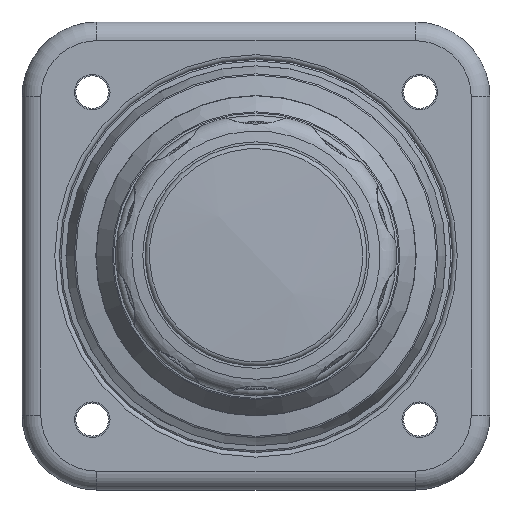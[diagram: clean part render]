
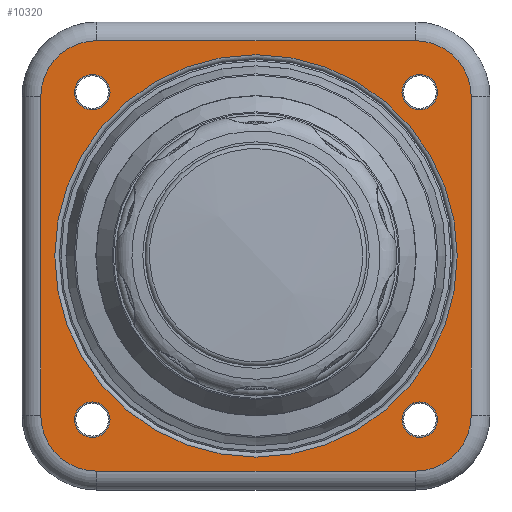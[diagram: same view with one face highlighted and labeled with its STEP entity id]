
A CAD part, top view. The second image highlights one B-rep face of the part: STEP entity #10320.
In plain terms, the highlighted planar face has unit normal (0, 0, 1).
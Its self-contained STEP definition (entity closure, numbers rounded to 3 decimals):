
#714=FACE_BOUND('',#1906,.T.);
#715=FACE_BOUND('',#1907,.T.);
#716=FACE_BOUND('',#1908,.T.);
#717=FACE_BOUND('',#1909,.T.);
#718=FACE_BOUND('',#1910,.T.);
#890=CIRCLE('',#10994,21.5);
#891=CIRCLE('',#10996,6.);
#892=CIRCLE('',#10997,6.);
#893=CIRCLE('',#10998,6.);
#894=CIRCLE('',#10999,6.);
#895=CIRCLE('',#11000,1.9);
#896=CIRCLE('',#11001,1.9);
#897=CIRCLE('',#11002,1.9);
#898=CIRCLE('',#11003,1.9);
#1283=FACE_OUTER_BOUND('',#1905,.T.);
#1905=EDGE_LOOP('',(#7555,#7556,#7557,#7558,#7559,#7560,#7561,#7562));
#1906=EDGE_LOOP('',(#7563));
#1907=EDGE_LOOP('',(#7564));
#1908=EDGE_LOOP('',(#7565));
#1909=EDGE_LOOP('',(#7566));
#1910=EDGE_LOOP('',(#7567));
#2783=LINE('',#15400,#3857);
#2784=LINE('',#15404,#3858);
#2785=LINE('',#15408,#3859);
#2786=LINE('',#15411,#3860);
#3857=VECTOR('',#12369,34.);
#3858=VECTOR('',#12372,34.);
#3859=VECTOR('',#12375,34.);
#3860=VECTOR('',#12378,34.);
#4961=VERTEX_POINT('',#15393);
#4962=VERTEX_POINT('',#15396);
#4963=VERTEX_POINT('',#15397);
#4964=VERTEX_POINT('',#15399);
#4965=VERTEX_POINT('',#15401);
#4966=VERTEX_POINT('',#15403);
#4967=VERTEX_POINT('',#15405);
#4968=VERTEX_POINT('',#15407);
#4969=VERTEX_POINT('',#15409);
#4970=VERTEX_POINT('',#15412);
#4971=VERTEX_POINT('',#15414);
#4972=VERTEX_POINT('',#15416);
#4973=VERTEX_POINT('',#15418);
#5966=EDGE_CURVE('',#4961,#4961,#890,.T.);
#5967=EDGE_CURVE('',#4962,#4963,#891,.T.);
#5968=EDGE_CURVE('',#4964,#4962,#2783,.T.);
#5969=EDGE_CURVE('',#4965,#4964,#892,.T.);
#5970=EDGE_CURVE('',#4966,#4965,#2784,.T.);
#5971=EDGE_CURVE('',#4967,#4966,#893,.T.);
#5972=EDGE_CURVE('',#4968,#4967,#2785,.T.);
#5973=EDGE_CURVE('',#4969,#4968,#894,.T.);
#5974=EDGE_CURVE('',#4963,#4969,#2786,.T.);
#5975=EDGE_CURVE('',#4970,#4970,#895,.T.);
#5976=EDGE_CURVE('',#4971,#4971,#896,.T.);
#5977=EDGE_CURVE('',#4972,#4972,#897,.T.);
#5978=EDGE_CURVE('',#4973,#4973,#898,.T.);
#7555=ORIENTED_EDGE('',*,*,#5967,.F.);
#7556=ORIENTED_EDGE('',*,*,#5968,.F.);
#7557=ORIENTED_EDGE('',*,*,#5969,.F.);
#7558=ORIENTED_EDGE('',*,*,#5970,.F.);
#7559=ORIENTED_EDGE('',*,*,#5971,.F.);
#7560=ORIENTED_EDGE('',*,*,#5972,.F.);
#7561=ORIENTED_EDGE('',*,*,#5973,.F.);
#7562=ORIENTED_EDGE('',*,*,#5974,.F.);
#7563=ORIENTED_EDGE('',*,*,#5975,.T.);
#7564=ORIENTED_EDGE('',*,*,#5976,.T.);
#7565=ORIENTED_EDGE('',*,*,#5977,.T.);
#7566=ORIENTED_EDGE('',*,*,#5978,.T.);
#7567=ORIENTED_EDGE('',*,*,#5966,.F.);
#9865=PLANE('',#10995);
#10320=ADVANCED_FACE('',(#1283,#714,#715,#716,#717,#718),#9865,.T.);
#10994=AXIS2_PLACEMENT_3D('',#15394,#12363,#12364);
#10995=AXIS2_PLACEMENT_3D('',#15395,#12365,#12366);
#10996=AXIS2_PLACEMENT_3D('',#15398,#12367,#12368);
#10997=AXIS2_PLACEMENT_3D('',#15402,#12370,#12371);
#10998=AXIS2_PLACEMENT_3D('',#15406,#12373,#12374);
#10999=AXIS2_PLACEMENT_3D('',#15410,#12376,#12377);
#11000=AXIS2_PLACEMENT_3D('',#15413,#12379,#12380);
#11001=AXIS2_PLACEMENT_3D('',#15415,#12381,#12382);
#11002=AXIS2_PLACEMENT_3D('',#15417,#12383,#12384);
#11003=AXIS2_PLACEMENT_3D('',#15419,#12385,#12386);
#12363=DIRECTION('center_axis',(0.,0.,1.));
#12364=DIRECTION('ref_axis',(1.,0.,0.));
#12365=DIRECTION('center_axis',(0.,0.,1.));
#12366=DIRECTION('ref_axis',(-1.,0.,0.));
#12367=DIRECTION('center_axis',(0.,0.,-1.));
#12368=DIRECTION('ref_axis',(-0.707,0.707,0.));
#12369=DIRECTION('',(0.,1.,0.));
#12370=DIRECTION('center_axis',(0.,0.,-1.));
#12371=DIRECTION('ref_axis',(-0.707,-0.707,0.));
#12372=DIRECTION('',(-1.,0.,0.));
#12373=DIRECTION('center_axis',(0.,0.,-1.));
#12374=DIRECTION('ref_axis',(0.707,-0.707,0.));
#12375=DIRECTION('',(0.,-1.,0.));
#12376=DIRECTION('center_axis',(0.,0.,-1.));
#12377=DIRECTION('ref_axis',(0.707,0.707,0.));
#12378=DIRECTION('',(1.,0.,0.));
#12379=DIRECTION('center_axis',(0.,0.,-1.));
#12380=DIRECTION('ref_axis',(0.,1.,0.));
#12381=DIRECTION('center_axis',(0.,0.,-1.));
#12382=DIRECTION('ref_axis',(1.,0.,0.));
#12383=DIRECTION('center_axis',(0.,0.,-1.));
#12384=DIRECTION('ref_axis',(0.,-1.,0.));
#12385=DIRECTION('center_axis',(0.,0.,-1.));
#12386=DIRECTION('ref_axis',(-1.,0.,0.));
#15393=CARTESIAN_POINT('',(-21.5,0.,2.9));
#15394=CARTESIAN_POINT('Origin',(0.,0.,2.9));
#15395=CARTESIAN_POINT('Origin',(0.,0.,2.9));
#15396=CARTESIAN_POINT('',(-23.,17.,2.9));
#15397=CARTESIAN_POINT('',(-17.,23.,2.9));
#15398=CARTESIAN_POINT('Origin',(-17.,17.,2.9));
#15399=CARTESIAN_POINT('',(-23.,-17.,2.9));
#15400=CARTESIAN_POINT('',(-23.,-17.,2.9));
#15401=CARTESIAN_POINT('',(-17.,-23.,2.9));
#15402=CARTESIAN_POINT('Origin',(-17.,-17.,2.9));
#15403=CARTESIAN_POINT('',(17.,-23.,2.9));
#15404=CARTESIAN_POINT('',(17.,-23.,2.9));
#15405=CARTESIAN_POINT('',(23.,-17.,2.9));
#15406=CARTESIAN_POINT('Origin',(17.,-17.,2.9));
#15407=CARTESIAN_POINT('',(23.,17.,2.9));
#15408=CARTESIAN_POINT('',(23.,17.,2.9));
#15409=CARTESIAN_POINT('',(17.,23.,2.9));
#15410=CARTESIAN_POINT('Origin',(17.,17.,2.9));
#15411=CARTESIAN_POINT('',(-17.,23.,2.9));
#15412=CARTESIAN_POINT('',(17.5,-19.4,2.9));
#15413=CARTESIAN_POINT('Origin',(17.5,-17.5,2.9));
#15414=CARTESIAN_POINT('',(-19.4,-17.5,2.9));
#15415=CARTESIAN_POINT('Origin',(-17.5,-17.5,2.9));
#15416=CARTESIAN_POINT('',(-17.5,19.4,2.9));
#15417=CARTESIAN_POINT('Origin',(-17.5,17.5,2.9));
#15418=CARTESIAN_POINT('',(19.4,17.5,2.9));
#15419=CARTESIAN_POINT('Origin',(17.5,17.5,2.9));
